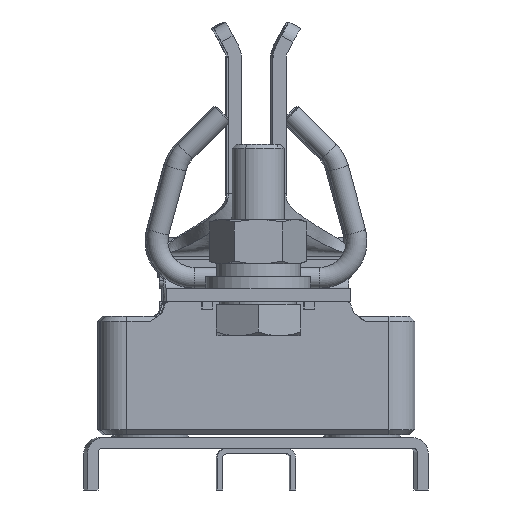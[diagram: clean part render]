
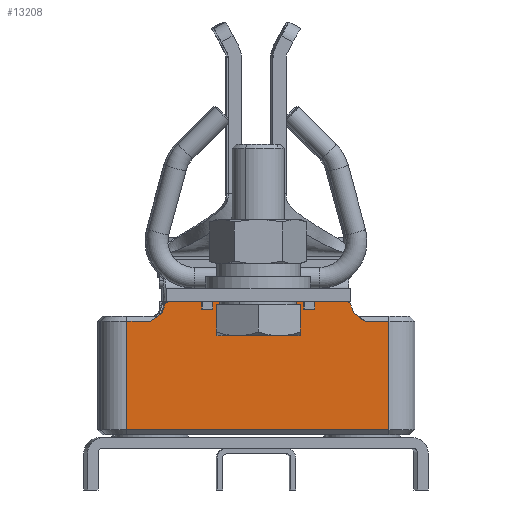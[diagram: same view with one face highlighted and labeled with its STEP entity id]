
A CAD part, front view. The second image highlights one B-rep face of the part: STEP entity #13208.
In plain terms, the highlighted face is planar.
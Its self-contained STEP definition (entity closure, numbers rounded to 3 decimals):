
#10928=DIRECTION('',(0.,-1.,0.));
#10929=VECTOR('',#10928,20.7);
#10930=CARTESIAN_POINT('',(-25.,22.2,25.));
#10931=LINE('',#10930,#10929);
#10957=DIRECTION('',(1.,0.,0.));
#10958=VECTOR('',#10957,50.);
#10959=CARTESIAN_POINT('',(-25.,1.5,25.));
#10960=LINE('',#10959,#10958);
#10964=DIRECTION('',(0.,-1.,0.));
#10965=VECTOR('',#10964,0.5);
#10966=CARTESIAN_POINT('',(-5.,26.,25.));
#10967=LINE('',#10966,#10965);
#10971=DIRECTION('',(1.,0.,0.));
#10972=VECTOR('',#10971,10.);
#10973=CARTESIAN_POINT('',(-5.,25.5,25.));
#10974=LINE('',#10973,#10972);
#10978=DIRECTION('',(1.,0.,0.));
#10979=VECTOR('',#10978,12.);
#10980=CARTESIAN_POINT('',(5.,26.,25.));
#10981=LINE('',#10980,#10979);
#10985=DIRECTION('',(0.819,-0.574,0.));
#10986=VECTOR('',#10985,0.819);
#10987=CARTESIAN_POINT('',(17.,26.,25.));
#10988=LINE('',#10987,#10986);
#10992=DIRECTION('',(0.342,-0.94,0.));
#10993=VECTOR('',#10992,1.98);
#10994=CARTESIAN_POINT('',(17.671,25.53,25.));
#10995=LINE('',#10994,#10993);
#10999=DIRECTION('',(0.819,-0.574,0.));
#11000=VECTOR('',#10999,2.563);
#11001=CARTESIAN_POINT('',(18.348,23.67,25.));
#11002=LINE('',#11001,#11000);
#11006=DIRECTION('',(0.819,0.574,0.));
#11007=VECTOR('',#11006,2.563);
#11008=CARTESIAN_POINT('',(-20.447,22.2,25.));
#11009=LINE('',#11008,#11007);
#11013=DIRECTION('',(0.342,0.94,0.));
#11014=VECTOR('',#11013,1.98);
#11015=CARTESIAN_POINT('',(-18.348,23.67,25.));
#11016=LINE('',#11015,#11014);
#11020=DIRECTION('',(0.819,0.574,0.));
#11021=VECTOR('',#11020,0.819);
#11022=CARTESIAN_POINT('',(-17.671,25.53,25.));
#11023=LINE('',#11022,#11021);
#11027=DIRECTION('',(1.,0.,0.));
#11028=VECTOR('',#11027,12.);
#11029=CARTESIAN_POINT('',(-17.,26.,25.));
#11030=LINE('',#11029,#11028);
#11118=DIRECTION('',(-1.,0.,0.));
#11119=VECTOR('',#11118,4.553);
#11120=CARTESIAN_POINT('',(-20.447,22.2,25.));
#11121=LINE('',#11120,#11119);
#11160=DIRECTION('',(-1.,0.,0.));
#11161=VECTOR('',#11160,4.553);
#11162=CARTESIAN_POINT('',(25.,22.2,25.));
#11163=LINE('',#11162,#11161);
#11196=DIRECTION('',(0.,1.,0.));
#11197=VECTOR('',#11196,20.7);
#11198=CARTESIAN_POINT('',(25.,1.5,25.));
#11199=LINE('',#11198,#11197);
#11974=DIRECTION('',(0.,-1.,0.));
#11975=VECTOR('',#11974,0.5);
#11976=CARTESIAN_POINT('',(5.,26.,25.));
#11977=LINE('',#11976,#11975);
#12256=CARTESIAN_POINT('',(-25.,22.2,25.));
#12257=VERTEX_POINT('',#12256);
#12259=CARTESIAN_POINT('',(-25.,1.5,25.));
#12261=VERTEX_POINT('',#12259);
#12266=CARTESIAN_POINT('',(25.,1.5,25.));
#12267=VERTEX_POINT('',#12266);
#12270=CARTESIAN_POINT('',(-5.,26.,25.));
#12271=CARTESIAN_POINT('',(-5.,25.5,25.));
#12272=VERTEX_POINT('',#12270);
#12273=VERTEX_POINT('',#12271);
#12274=CARTESIAN_POINT('',(5.,25.5,25.));
#12275=VERTEX_POINT('',#12274);
#12276=CARTESIAN_POINT('',(5.,26.,25.));
#12277=VERTEX_POINT('',#12276);
#12278=CARTESIAN_POINT('',(17.,26.,25.));
#12279=VERTEX_POINT('',#12278);
#12280=CARTESIAN_POINT('',(17.671,25.53,25.));
#12281=VERTEX_POINT('',#12280);
#12282=CARTESIAN_POINT('',(18.348,23.67,25.));
#12283=VERTEX_POINT('',#12282);
#12284=CARTESIAN_POINT('',(20.447,22.2,25.));
#12285=VERTEX_POINT('',#12284);
#12286=CARTESIAN_POINT('',(25.,22.2,25.));
#12287=VERTEX_POINT('',#12286);
#12288=CARTESIAN_POINT('',(-20.447,22.2,25.));
#12289=VERTEX_POINT('',#12288);
#12290=CARTESIAN_POINT('',(-18.348,23.67,25.));
#12291=VERTEX_POINT('',#12290);
#12292=CARTESIAN_POINT('',(-17.671,25.53,25.));
#12293=VERTEX_POINT('',#12292);
#12294=CARTESIAN_POINT('',(-17.,26.,25.));
#12295=VERTEX_POINT('',#12294);
#13171=CARTESIAN_POINT('',(-25.,0.,25.));
#13172=DIRECTION('',(0.,0.,1.));
#13173=DIRECTION('',(1.,0.,0.));
#13174=AXIS2_PLACEMENT_3D('',#13171,#13172,#13173);
#13175=PLANE('',#13174);
#13177=ORIENTED_EDGE('',*,*,#13176,.T.);
#13179=ORIENTED_EDGE('',*,*,#13178,.T.);
#13181=ORIENTED_EDGE('',*,*,#13180,.F.);
#13183=ORIENTED_EDGE('',*,*,#13182,.T.);
#13185=ORIENTED_EDGE('',*,*,#13184,.T.);
#13187=ORIENTED_EDGE('',*,*,#13186,.T.);
#13189=ORIENTED_EDGE('',*,*,#13188,.T.);
#13191=ORIENTED_EDGE('',*,*,#13190,.F.);
#13193=ORIENTED_EDGE('',*,*,#13192,.F.);
#13194=ORIENTED_EDGE('',*,*,#13154,.F.);
#13195=ORIENTED_EDGE('',*,*,#13115,.F.);
#13197=ORIENTED_EDGE('',*,*,#13196,.F.);
#13199=ORIENTED_EDGE('',*,*,#13198,.T.);
#13201=ORIENTED_EDGE('',*,*,#13200,.T.);
#13203=ORIENTED_EDGE('',*,*,#13202,.T.);
#13205=ORIENTED_EDGE('',*,*,#13204,.T.);
#13206=EDGE_LOOP('',(#13177,#13179,#13181,#13183,#13185,#13187,#13189,#13191,
#13193,#13194,#13195,#13197,#13199,#13201,#13203,#13205));
#13207=FACE_OUTER_BOUND('',#13206,.F.);
#13115=EDGE_CURVE('',#12257,#12261,#10931,.T.);
#13154=EDGE_CURVE('',#12261,#12267,#10960,.T.);
#13176=EDGE_CURVE('',#12272,#12273,#10967,.T.);
#13178=EDGE_CURVE('',#12273,#12275,#10974,.T.);
#13180=EDGE_CURVE('',#12277,#12275,#11977,.T.);
#13182=EDGE_CURVE('',#12277,#12279,#10981,.T.);
#13184=EDGE_CURVE('',#12279,#12281,#10988,.T.);
#13186=EDGE_CURVE('',#12281,#12283,#10995,.T.);
#13188=EDGE_CURVE('',#12283,#12285,#11002,.T.);
#13190=EDGE_CURVE('',#12287,#12285,#11163,.T.);
#13192=EDGE_CURVE('',#12267,#12287,#11199,.T.);
#13196=EDGE_CURVE('',#12289,#12257,#11121,.T.);
#13198=EDGE_CURVE('',#12289,#12291,#11009,.T.);
#13200=EDGE_CURVE('',#12291,#12293,#11016,.T.);
#13202=EDGE_CURVE('',#12293,#12295,#11023,.T.);
#13204=EDGE_CURVE('',#12295,#12272,#11030,.T.);
#13208=ADVANCED_FACE('',(#13207),#13175,.T.);
